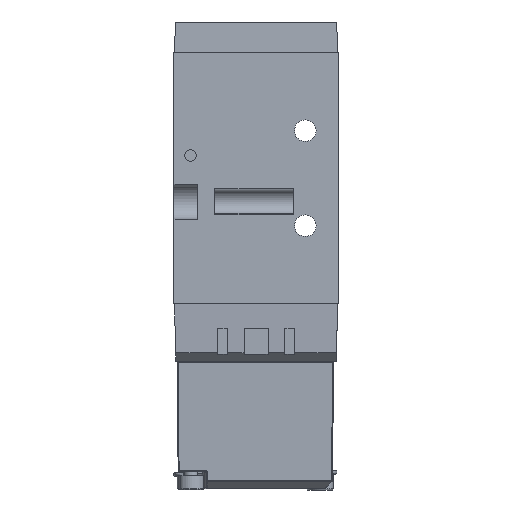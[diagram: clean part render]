
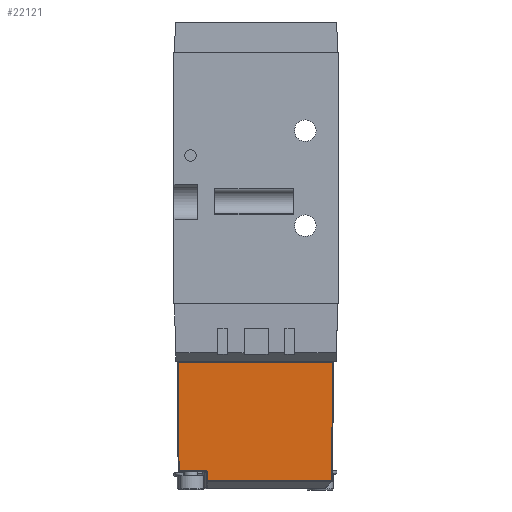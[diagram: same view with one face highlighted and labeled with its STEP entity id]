
A CAD part, left-side view. The second image highlights one B-rep face of the part: STEP entity #22121.
In plain terms, the highlighted face is planar.
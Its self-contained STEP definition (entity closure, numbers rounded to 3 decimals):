
#3403 = CARTESIAN_POINT ( 'NONE',  ( 15.847, 26.801, -10.944 ) ) ;
#3404 = DIRECTION ( 'NONE',  ( 0.009, -1., -0.019 ) ) ;
#3405 = CARTESIAN_POINT ( 'NONE',  ( -16.05, 0.204, -11.446 ) ) ;
#3406 = DIRECTION ( 'NONE',  ( -1., 0., 0. ) ) ;
#3407 = CARTESIAN_POINT ( 'NONE',  ( -15.85, 26.498, -10.95 ) ) ;
#3408 = DIRECTION ( 'NONE',  ( 0.009, 1., 0.019 ) ) ;
#3410 = CARTESIAN_POINT ( 'NONE',  ( -10.25, 22.704, -11.022 ) ) ;
#3411 = DIRECTION ( 'NONE',  ( 1., 0., 0. ) ) ;
#3412 = CARTESIAN_POINT ( 'NONE',  ( -10.05, 23.104, -11.014 ) ) ;
#3413 = CARTESIAN_POINT ( 'NONE',  ( -10.05, 22.869, -11.019 ) ) ;
#3414 = CARTESIAN_POINT ( 'NONE',  ( -10.216, 22.704, -11.022 ) ) ;
#3415 = CARTESIAN_POINT ( 'NONE',  ( -10.45, 22.704, -11.022 ) ) ;
#3416 = CARTESIAN_POINT ( 'NONE',  ( -10.05, 26.5, -10.95 ) ) ;
#3417 = DIRECTION ( 'NONE',  ( 0., 1., 0.019 ) ) ;
#3418 = CARTESIAN_POINT ( 'NONE',  ( 16.037, 24.876, -10.981 ) ) ;
#3419 = DIRECTION ( 'NONE',  ( 1., 0., 0. ) ) ;
#9654 = ORIENTED_EDGE ( 'NONE', *, *, #45791, .T. ) ;
#9657 = ORIENTED_EDGE ( 'NONE', *, *, #45792, .T. ) ;
#9659 = ORIENTED_EDGE ( 'NONE', *, *, #45793, .T. ) ;
#9661 = ORIENTED_EDGE ( 'NONE', *, *, #45794, .T. ) ;
#9662 = ORIENTED_EDGE ( 'NONE', *, *, #45795, .F. ) ;
#9664 = ORIENTED_EDGE ( 'NONE', *, *, #45796, .T. ) ;
#9667 = ORIENTED_EDGE ( 'NONE', *, *, #45797, .T. ) ;
#13777 = VERTEX_POINT ( 'NONE', #37639 ) ;
#13779 = VERTEX_POINT ( 'NONE', #37635 ) ;
#13782 = VERTEX_POINT ( 'NONE', #37628 ) ;
#13784 = VERTEX_POINT ( 'NONE', #37622 ) ;
#13790 = VERTEX_POINT ( 'NONE', #37607 ) ;
#13791 = VERTEX_POINT ( 'NONE', #37602 ) ;
#13793 = VERTEX_POINT ( 'NONE', #37598 ) ;
#15761 =( BOUNDED_CURVE ( )  B_SPLINE_CURVE ( 3, ( #3412, #3413, #3414, #3415 ),
 .UNSPECIFIED., .F., .T. ) 
 B_SPLINE_CURVE_WITH_KNOTS ( ( 4, 4 ),
 ( 4.712, 6.283 ),
 .UNSPECIFIED. ) 
 CURVE ( )  GEOMETRIC_REPRESENTATION_ITEM ( )  RATIONAL_B_SPLINE_CURVE ( ( 1., 0.805, 0.805, 1. ) ) 
 REPRESENTATION_ITEM ( '' )  );
#17568 = AXIS2_PLACEMENT_3D ( 'NONE', #23434, #23435, #23436 ) ;
#20623 = EDGE_LOOP ( 'NONE', ( #9654, #9657, #9659, #9661, #9662, #9664, #9667 ) ) ;
#22121 = ADVANCED_FACE ( 'NONE', ( #35422 ), #23433, .F. ) ;
#23433 = PLANE ( 'NONE',  #17568 ) ;
#23434 = CARTESIAN_POINT ( 'NONE',  ( -16.05, 26.5, -10.95 ) ) ;
#23435 = DIRECTION ( 'NONE',  ( 0., -0.019, 1. ) ) ;
#23436 = DIRECTION ( 'NONE',  ( 0., -1., -0.019 ) ) ;
#35422 = FACE_OUTER_BOUND ( 'NONE', #20623, .T. ) ;
#37598 = CARTESIAN_POINT ( 'NONE',  ( -10.05, 24.876, -10.981 ) ) ;
#37602 = CARTESIAN_POINT ( 'NONE',  ( -10.05, 23.104, -11.014 ) ) ;
#37607 = CARTESIAN_POINT ( 'NONE',  ( -10.45, 22.704, -11.022 ) ) ;
#37622 = CARTESIAN_POINT ( 'NONE',  ( -15.886, 22.704, -11.022 ) ) ;
#37628 = CARTESIAN_POINT ( 'NONE',  ( -16.098, 0.204, -11.446 ) ) ;
#37635 = CARTESIAN_POINT ( 'NONE',  ( 16.098, 0.204, -11.446 ) ) ;
#37639 = CARTESIAN_POINT ( 'NONE',  ( 15.865, 24.876, -10.981 ) ) ;
#44233 = LINE ( 'NONE', #3403, #44234 ) ;
#44234 = VECTOR ( 'NONE', #3404, 1000. ) ;
#44235 = LINE ( 'NONE', #3405, #44236 ) ;
#44236 = VECTOR ( 'NONE', #3406, 1000. ) ;
#44237 = LINE ( 'NONE', #3407, #44238 ) ;
#44238 = VECTOR ( 'NONE', #3408, 1000. ) ;
#44239 = LINE ( 'NONE', #3410, #44240 ) ;
#44240 = VECTOR ( 'NONE', #3411, 1000. ) ;
#44241 = LINE ( 'NONE', #3416, #44242 ) ;
#44242 = VECTOR ( 'NONE', #3417, 1000. ) ;
#44243 = LINE ( 'NONE', #3418, #44244 ) ;
#44244 = VECTOR ( 'NONE', #3419, 1000. ) ;
#45791 = EDGE_CURVE ( 'NONE', #13777, #13779, #44233, .T. ) ;
#45792 = EDGE_CURVE ( 'NONE', #13779, #13782, #44235, .T. ) ;
#45793 = EDGE_CURVE ( 'NONE', #13782, #13784, #44237, .T. ) ;
#45794 = EDGE_CURVE ( 'NONE', #13784, #13790, #44239, .T. ) ;
#45795 = EDGE_CURVE ( 'NONE', #13791, #13790, #15761, .T. ) ;
#45796 = EDGE_CURVE ( 'NONE', #13791, #13793, #44241, .T. ) ;
#45797 = EDGE_CURVE ( 'NONE', #13793, #13777, #44243, .T. ) ;
